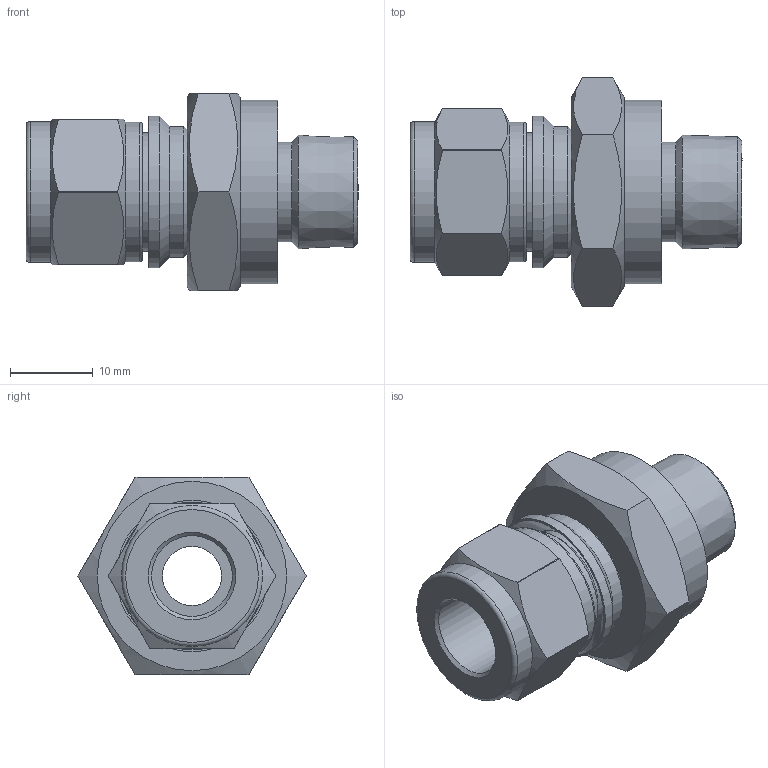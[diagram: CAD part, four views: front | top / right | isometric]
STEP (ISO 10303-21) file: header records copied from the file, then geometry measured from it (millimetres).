
FILE_DESCRIPTION(/* description */ (''),/* implementation_level */ '2;1');
FILE_NAME(/* name */ 'SOPCI-6-4N.stp',/* time_stamp */ '2022-05-24T11:04:17+09:00',/* author */ ('user'),/* organization */ (''),/* preprocessor_version */ 'ST-DEVELOPER v18.1',/* originating_system */ 'Autodesk Inventor 2022',/* authorisation */ '');
FILE_SCHEMA (('AUTOMOTIVE_DESIGN { 1 0 10303 214 3 1 1 }','FEATURE_BASED_PROCESS_PLANNING'));
Length unit declared in the file: millimetre
Products named in the file (1): SOPC-6-4N
Bounding box: 40.01 x 27.48 x 23.8 mm (x, y, z)
Volume: 8136.8 mm3; surface area: 5089.9 mm2
Topology: 1 solids, 1 shells, 58 faces, 125 edges, 78 vertices
Faces by surface type: plane 23, cylinder 19, cone 14, torus 2
Full cylindrical faces by diameter (mm): 7.112 x1, 9.73 x1, 12 x1, 12.5 x1, 13.05 x1, 14.28 x1, 14.5 x1, 15.8 x1, 16.8 x1, 17 x1, 18.25 x1, 19.9 x1, 22.1 x1
Entity records: 1598 total; most frequent: CARTESIAN_POINT 310, DIRECTION 275, ORIENTED_EDGE 250, EDGE_CURVE 125, AXIS2_PLACEMENT_3D 115, VERTEX_POINT 78, EDGE_LOOP 69, FACE_OUTER_BOUND 58
